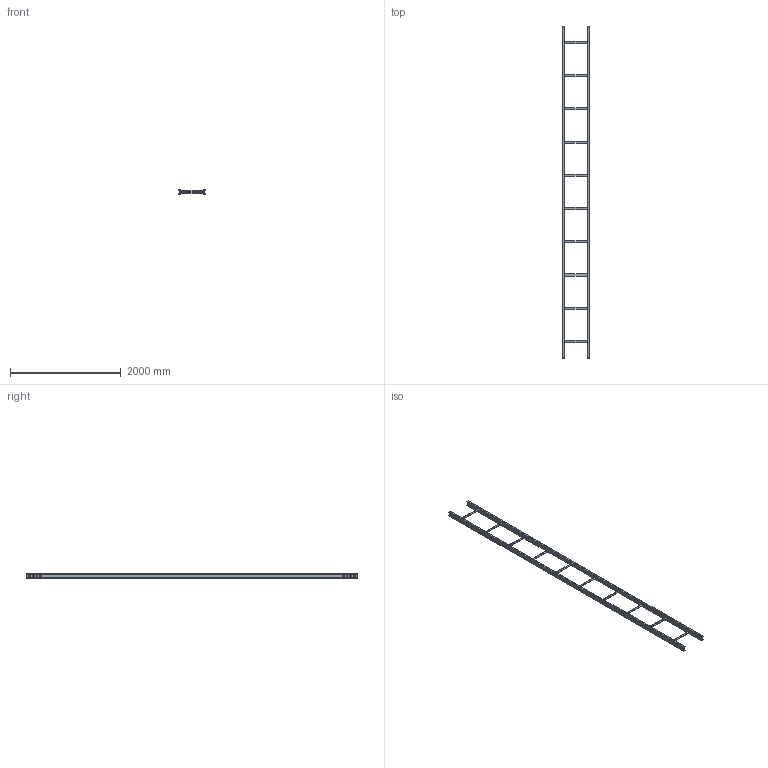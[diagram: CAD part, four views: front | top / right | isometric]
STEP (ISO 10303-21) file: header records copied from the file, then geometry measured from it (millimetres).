
FILE_DESCRIPTION((''),'2;1');
FILE_NAME('6013902_REFERENZ_ASM','2012-12-13T',('AndreasKeweloh'),(''),'PRO/ENGINEER BY PARAMETRIC TECHNOLOGY CORPORATION, 2012230','PRO/ENGINEER BY PARAMETRIC TECHNOLOGY CORPORATION, 2012230','');
FILE_SCHEMA(('CONFIG_CONTROL_DESIGN'));
Length unit declared in the file: millimetre
Products named in the file (5): 6013902_REF_L5996; 6013_REF_L40X40X4; KTS_12_012-004; 6008100_ASM; 6013902_REFERENZ_ASM
Assembly tree (15 placements, depth 3):
  6013902_REFERENZ_ASM
    6013902_REF_L5996  x2
    6008100_ASM  x10
      6013_REF_L40X40X4
      KTS_12_012-004
Bounding box: 500 x 5996 x 80 mm (x, y, z)
Volume: 10849790 mm3; surface area: 4692913.8 mm2
Topology: 32 solids, 32 shells, 1010 faces, 2518 edges, 1572 vertices
Faces by surface type: plane 676, cylinder 334
Entity records: 4020 total; most frequent: CARTESIAN_POINT 709, DIRECTION 685, ORIENTED_EDGE 646, EDGE_CURVE 323, VECTOR 229, LINE 229, AXIS2_PLACEMENT_3D 228, VERTEX_POINT 210
